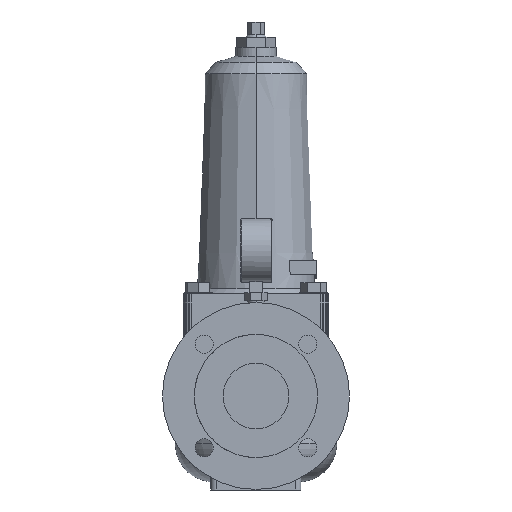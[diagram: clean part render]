
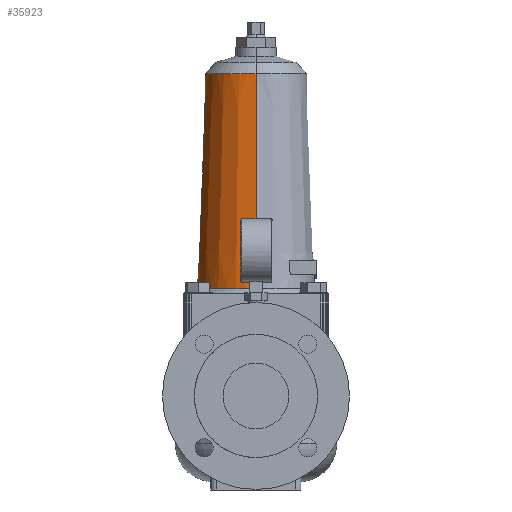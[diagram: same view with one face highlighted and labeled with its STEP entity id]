
A CAD part, left-side view. The second image highlights one B-rep face of the part: STEP entity #35923.
In plain terms, the highlighted conical face has half-angle 2.151 degrees and reference radius 54 mm.
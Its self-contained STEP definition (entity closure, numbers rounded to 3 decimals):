
#13345=VERTEX_POINT('',#38259);
#14535=EDGE_CURVE('',#28417,#16537,#39548,.T.);
#16339=EDGE_CURVE('',#13345,#26343,#41538,.T.);
#16537=VERTEX_POINT('',#41754);
#25427=EDGE_CURVE('',#13345,#28417,#51510,.T.);
#26343=VERTEX_POINT('',#52510);
#28417=VERTEX_POINT('',#54784);
#32423=VERTEX_POINT('',#59170);
#32721=EDGE_CURVE('',#33997,#26343,#59497,.T.);
#33997=VERTEX_POINT('',#60874);
#34399=EDGE_CURVE('',#16537,#32423,#61313,.T.);
#35923=ADVANCED_FACE('',(#62956),#62957,.T.);
#36647=EDGE_CURVE('',#32423,#33997,#63756,.T.);
#38259=CARTESIAN_POINT('',(58.0,0.0,106.0));
#39548=(B_SPLINE_CURVE(2,(#67710,#67711,#67712,#67713,#67714),.UNSPECIFIED.,.F.,.F.)B_SPLINE_CURVE_WITH_KNOTS((3,2,3),(0.0,2.226,4.453),.UNSPECIFIED.)RATIONAL_B_SPLINE_CURVE((1.0,1.,1.0,1.,1.0))BOUNDED_CURVE()REPRESENTATION_ITEM('')GEOMETRIC_REPRESENTATION_ITEM()CURVE());
#41538=CIRCLE('',#70745,58.0);
#41754=CARTESIAN_POINT('',(50.0,1.344,318.519));
#51510=LINE('',#87366,#87367);
#52510=CARTESIAN_POINT('',(-58.0,0.,106.0));
#54784=CARTESIAN_POINT('',(50.0,0.0,319.0));
#59170=CARTESIAN_POINT('',(49.97,1.732,319.0));
#59497=LINE('',#101369,#101370);
#60874=CARTESIAN_POINT('',(-50.0,0.,319.0));
#61313=B_SPLINE_CURVE_WITH_KNOTS('',3,(#104116,#104117,#104118,#104119,#104120,#104121,#104122,#104123),.UNSPECIFIED.,.F.,.F.,(4,2,2,4),(10.172,10.55,10.927,11.305),.UNSPECIFIED.);
#62956=FACE_OUTER_BOUND('',#106695,.T.);
#62957=CONICAL_SURFACE('',#106696,54.0,0.038);
#63756=CIRCLE('',#107998,50.0);
#67710=CARTESIAN_POINT('',(50.0,-1.938,318.0));
#67711=CARTESIAN_POINT('',(50.0,-0.969,319.0));
#67712=CARTESIAN_POINT('',(50.0,0.0,319.0));
#67713=CARTESIAN_POINT('',(50.0,0.969,319.0));
#67714=CARTESIAN_POINT('',(50.0,1.938,318.0));
#70745=AXIS2_PLACEMENT_3D('',#113226,#113227,#113228);
#87366=CARTESIAN_POINT('',(54.0,0.,212.5));
#87367=VECTOR('',#124052,1.0);
#101369=CARTESIAN_POINT('',(-54.0,0.,212.5));
#101370=VECTOR('',#132318,1.0);
#104116=CARTESIAN_POINT('',(50.012,1.117,318.341));
#104117=CARTESIAN_POINT('',(50.007,1.226,318.415));
#104118=CARTESIAN_POINT('',(50.001,1.327,318.498));
#104119=CARTESIAN_POINT('',(49.99,1.504,318.676));
#104120=CARTESIAN_POINT('',(49.983,1.587,318.776));
#104121=CARTESIAN_POINT('',(49.97,1.734,318.995));
#104122=CARTESIAN_POINT('',(49.963,1.798,319.113));
#104123=CARTESIAN_POINT('',(49.957,1.849,319.237));
#106695=EDGE_LOOP('',(#135511,#135512,#135513,#135514,#135515,#135516));
#106696=AXIS2_PLACEMENT_3D('',#135517,#135518,#135519);
#107998=AXIS2_PLACEMENT_3D('',#136493,#136494,#136495);
#113226=CARTESIAN_POINT('',(0.0,0.0,106.0));
#113227=DIRECTION('',(0.0,0.0,1.0));
#113228=DIRECTION('',(1.0,0.0,0.0));
#124052=DIRECTION('',(-0.038,0.,0.999));
#132318=DIRECTION('',(-0.038,0.,-0.999));
#135511=ORIENTED_EDGE('',*,*,#25427,.F.);
#135512=ORIENTED_EDGE('',*,*,#16339,.T.);
#135513=ORIENTED_EDGE('',*,*,#32721,.F.);
#135514=ORIENTED_EDGE('',*,*,#36647,.F.);
#135515=ORIENTED_EDGE('',*,*,#34399,.F.);
#135516=ORIENTED_EDGE('',*,*,#14535,.F.);
#135517=CARTESIAN_POINT('',(0.0,0.0,212.5));
#135518=DIRECTION('',(-0.0,-0.0,-1.0));
#135519=DIRECTION('',(1.0,0.0,0.0));
#136493=CARTESIAN_POINT('',(0.0,0.0,319.0));
#136494=DIRECTION('',(0.0,0.0,1.0));
#136495=DIRECTION('',(1.0,0.0,0.0));
